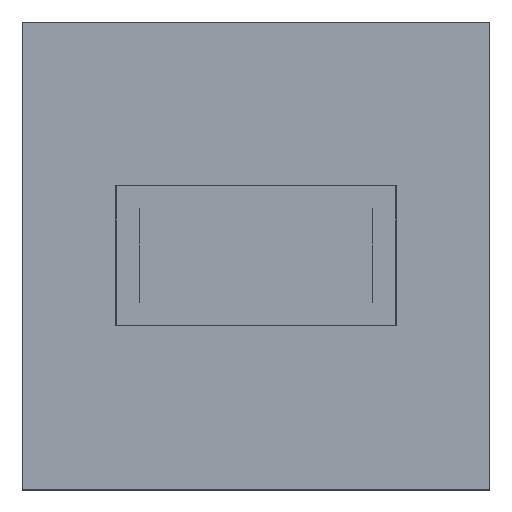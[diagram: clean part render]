
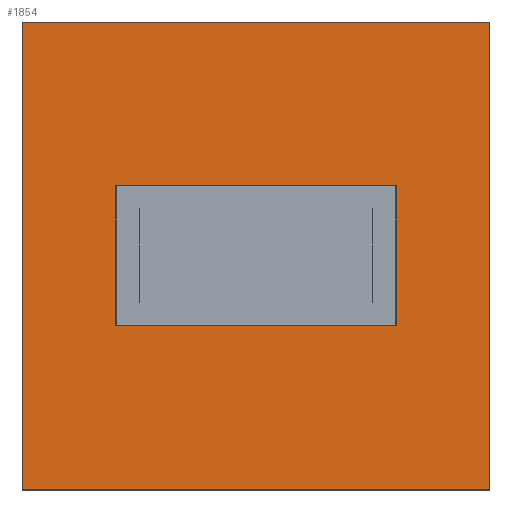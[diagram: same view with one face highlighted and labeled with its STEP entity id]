
A CAD part, top view. The second image highlights one B-rep face of the part: STEP entity #1854.
In plain terms, the highlighted planar face has unit normal (0, 0, 1).
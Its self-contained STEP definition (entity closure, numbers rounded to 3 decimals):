
#22=FACE_BOUND('',#187,.T.);
#80=FACE_OUTER_BOUND('',#186,.T.);
#186=EDGE_LOOP('',(#1407,#1408,#1409,#1410));
#187=EDGE_LOOP('',(#1411,#1412,#1413,#1414));
#355=LINE('',#2698,#611);
#359=LINE('',#2706,#615);
#362=LINE('',#2712,#618);
#365=LINE('',#2717,#621);
#370=LINE('',#2727,#626);
#371=LINE('',#2729,#627);
#372=LINE('',#2731,#628);
#373=LINE('',#2732,#629);
#611=VECTOR('',#2208,10.);
#615=VECTOR('',#2214,10.);
#618=VECTOR('',#2219,10.);
#621=VECTOR('',#2224,10.);
#626=VECTOR('',#2235,10.);
#627=VECTOR('',#2236,10.);
#628=VECTOR('',#2237,10.);
#629=VECTOR('',#2238,10.);
#835=VERTEX_POINT('',#2696);
#836=VERTEX_POINT('',#2697);
#839=VERTEX_POINT('',#2705);
#841=VERTEX_POINT('',#2711);
#843=VERTEX_POINT('',#2725);
#844=VERTEX_POINT('',#2726);
#845=VERTEX_POINT('',#2728);
#846=VERTEX_POINT('',#2730);
#1035=EDGE_CURVE('',#835,#836,#355,.T.);
#1039=EDGE_CURVE('',#839,#835,#359,.T.);
#1042=EDGE_CURVE('',#841,#839,#362,.T.);
#1045=EDGE_CURVE('',#836,#841,#365,.T.);
#1050=EDGE_CURVE('',#843,#844,#370,.T.);
#1051=EDGE_CURVE('',#844,#845,#371,.T.);
#1052=EDGE_CURVE('',#845,#846,#372,.T.);
#1053=EDGE_CURVE('',#846,#843,#373,.T.);
#1407=ORIENTED_EDGE('',*,*,#1050,.T.);
#1408=ORIENTED_EDGE('',*,*,#1051,.T.);
#1409=ORIENTED_EDGE('',*,*,#1052,.T.);
#1410=ORIENTED_EDGE('',*,*,#1053,.T.);
#1411=ORIENTED_EDGE('',*,*,#1035,.T.);
#1412=ORIENTED_EDGE('',*,*,#1045,.T.);
#1413=ORIENTED_EDGE('',*,*,#1042,.T.);
#1414=ORIENTED_EDGE('',*,*,#1039,.T.);
#1751=PLANE('',#1973);
#1854=ADVANCED_FACE('',(#80,#22),#1751,.F.);
#1973=AXIS2_PLACEMENT_3D('',#2724,#2233,#2234);
#2208=DIRECTION('',(0.,-1.,0.));
#2214=DIRECTION('',(1.,0.,0.));
#2219=DIRECTION('',(0.,1.,0.));
#2224=DIRECTION('',(-1.,0.,0.));
#2233=DIRECTION('center_axis',(0.,0.,-1.));
#2234=DIRECTION('ref_axis',(-1.,0.,0.));
#2235=DIRECTION('',(1.,0.,0.));
#2236=DIRECTION('',(0.,1.,0.));
#2237=DIRECTION('',(-1.,0.,0.));
#2238=DIRECTION('',(0.,-1.,0.));
#2696=CARTESIAN_POINT('',(120.,15.,111.106));
#2697=CARTESIAN_POINT('',(120.,-15.,111.106));
#2698=CARTESIAN_POINT('',(120.,7.5,111.106));
#2705=CARTESIAN_POINT('',(60.,15.,111.106));
#2706=CARTESIAN_POINT('',(75.,15.,111.106));
#2711=CARTESIAN_POINT('',(60.,-15.,111.106));
#2712=CARTESIAN_POINT('',(60.,-7.5,111.106));
#2717=CARTESIAN_POINT('',(105.,-15.,111.106));
#2724=CARTESIAN_POINT('Origin',(90.,0.,111.106));
#2725=CARTESIAN_POINT('',(40.,-50.,111.106));
#2726=CARTESIAN_POINT('',(140.,-50.,111.106));
#2727=CARTESIAN_POINT('',(40.,-50.,111.106));
#2728=CARTESIAN_POINT('',(140.,50.,111.106));
#2729=CARTESIAN_POINT('',(140.,-50.,111.106));
#2730=CARTESIAN_POINT('',(40.,50.,111.106));
#2731=CARTESIAN_POINT('',(140.,50.,111.106));
#2732=CARTESIAN_POINT('',(40.,50.,111.106));
